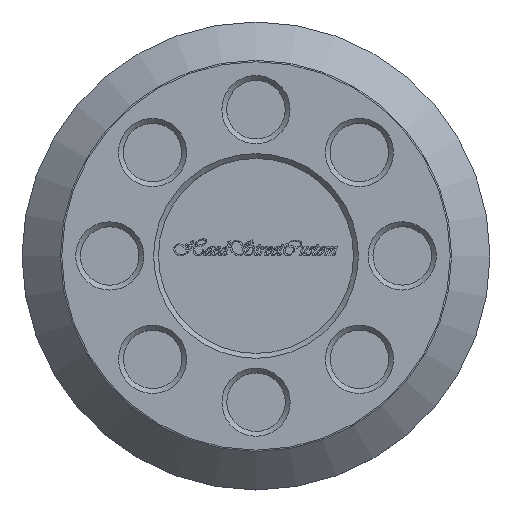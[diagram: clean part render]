
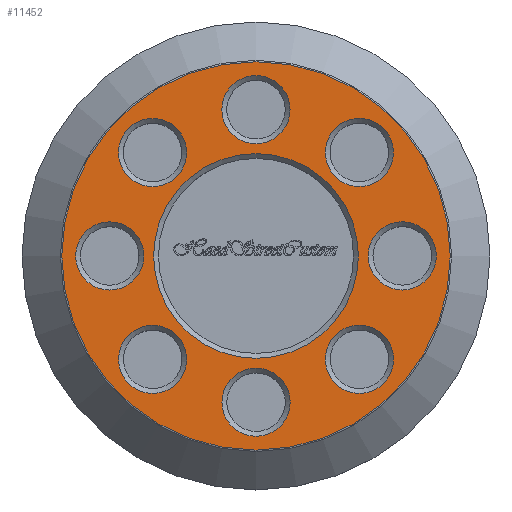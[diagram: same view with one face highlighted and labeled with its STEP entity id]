
A CAD part, top view. The second image highlights one B-rep face of the part: STEP entity #11452.
In plain terms, the highlighted planar face has unit normal (0, 0, 1).
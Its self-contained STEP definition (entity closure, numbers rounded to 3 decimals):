
#460=FACE_BOUND('',#1894,.T.);
#461=FACE_BOUND('',#1895,.T.);
#462=FACE_BOUND('',#1896,.T.);
#463=FACE_BOUND('',#1897,.T.);
#464=FACE_BOUND('',#1898,.T.);
#465=FACE_BOUND('',#1899,.T.);
#466=FACE_BOUND('',#1900,.T.);
#467=FACE_BOUND('',#1901,.T.);
#468=FACE_BOUND('',#1902,.T.);
#591=PLANE('',#11672);
#623=CIRCLE('',#11669,19.917);
#624=CIRCLE('',#11670,19.917);
#626=CIRCLE('',#11673,10.5);
#627=CIRCLE('',#11674,3.5);
#628=CIRCLE('',#11675,3.5);
#629=CIRCLE('',#11676,3.5);
#630=CIRCLE('',#11677,3.5);
#631=CIRCLE('',#11678,3.5);
#632=CIRCLE('',#11679,3.5);
#633=CIRCLE('',#11680,3.5);
#634=CIRCLE('',#11681,3.5);
#1256=FACE_OUTER_BOUND('',#1893,.T.);
#1893=EDGE_LOOP('',(#10673,#10674));
#1894=EDGE_LOOP('',(#10675));
#1895=EDGE_LOOP('',(#10676));
#1896=EDGE_LOOP('',(#10677));
#1897=EDGE_LOOP('',(#10678));
#1898=EDGE_LOOP('',(#10679));
#1899=EDGE_LOOP('',(#10680));
#1900=EDGE_LOOP('',(#10681));
#1901=EDGE_LOOP('',(#10682));
#1902=EDGE_LOOP('',(#10683));
#5524=VERTEX_POINT('',#27281);
#5525=VERTEX_POINT('',#27283);
#5526=VERTEX_POINT('',#27288);
#5527=VERTEX_POINT('',#27290);
#5528=VERTEX_POINT('',#27292);
#5529=VERTEX_POINT('',#27294);
#5530=VERTEX_POINT('',#27296);
#5531=VERTEX_POINT('',#27298);
#5532=VERTEX_POINT('',#27300);
#5533=VERTEX_POINT('',#27302);
#5534=VERTEX_POINT('',#27304);
#7252=EDGE_CURVE('',#5524,#5525,#623,.T.);
#7253=EDGE_CURVE('',#5525,#5524,#624,.T.);
#7255=EDGE_CURVE('',#5526,#5526,#626,.T.);
#7256=EDGE_CURVE('',#5527,#5527,#627,.T.);
#7257=EDGE_CURVE('',#5528,#5528,#628,.T.);
#7258=EDGE_CURVE('',#5529,#5529,#629,.T.);
#7259=EDGE_CURVE('',#5530,#5530,#630,.T.);
#7260=EDGE_CURVE('',#5531,#5531,#631,.T.);
#7261=EDGE_CURVE('',#5532,#5532,#632,.T.);
#7262=EDGE_CURVE('',#5533,#5533,#633,.T.);
#7263=EDGE_CURVE('',#5534,#5534,#634,.T.);
#10673=ORIENTED_EDGE('',*,*,#7253,.F.);
#10674=ORIENTED_EDGE('',*,*,#7252,.F.);
#10675=ORIENTED_EDGE('',*,*,#7255,.F.);
#10676=ORIENTED_EDGE('',*,*,#7256,.F.);
#10677=ORIENTED_EDGE('',*,*,#7257,.F.);
#10678=ORIENTED_EDGE('',*,*,#7258,.F.);
#10679=ORIENTED_EDGE('',*,*,#7259,.F.);
#10680=ORIENTED_EDGE('',*,*,#7260,.F.);
#10681=ORIENTED_EDGE('',*,*,#7261,.F.);
#10682=ORIENTED_EDGE('',*,*,#7262,.F.);
#10683=ORIENTED_EDGE('',*,*,#7263,.F.);
#11452=ADVANCED_FACE('',(#1256,#460,#461,#462,#463,#464,#465,#466,#467,
#468),#591,.T.);
#11669=AXIS2_PLACEMENT_3D('',#27284,#12853,#12854);
#11670=AXIS2_PLACEMENT_3D('',#27285,#12855,#12856);
#11672=AXIS2_PLACEMENT_3D('',#27287,#12859,#12860);
#11673=AXIS2_PLACEMENT_3D('',#27289,#12861,#12862);
#11674=AXIS2_PLACEMENT_3D('',#27291,#12863,#12864);
#11675=AXIS2_PLACEMENT_3D('',#27293,#12865,#12866);
#11676=AXIS2_PLACEMENT_3D('',#27295,#12867,#12868);
#11677=AXIS2_PLACEMENT_3D('',#27297,#12869,#12870);
#11678=AXIS2_PLACEMENT_3D('',#27299,#12871,#12872);
#11679=AXIS2_PLACEMENT_3D('',#27301,#12873,#12874);
#11680=AXIS2_PLACEMENT_3D('',#27303,#12875,#12876);
#11681=AXIS2_PLACEMENT_3D('',#27305,#12877,#12878);
#12853=DIRECTION('center_axis',(0.,0.,-1.));
#12854=DIRECTION('ref_axis',(1.,0.,0.));
#12855=DIRECTION('center_axis',(0.,0.,-1.));
#12856=DIRECTION('ref_axis',(1.,0.,0.));
#12859=DIRECTION('center_axis',(0.,0.,1.));
#12860=DIRECTION('ref_axis',(1.,0.,0.));
#12861=DIRECTION('center_axis',(0.,0.,1.));
#12862=DIRECTION('ref_axis',(-1.,0.,0.));
#12863=DIRECTION('center_axis',(0.,0.,1.));
#12864=DIRECTION('ref_axis',(-0.707,-0.707,0.));
#12865=DIRECTION('center_axis',(0.,0.,1.));
#12866=DIRECTION('ref_axis',(0.707,-0.707,0.));
#12867=DIRECTION('center_axis',(0.,0.,1.));
#12868=DIRECTION('ref_axis',(0.707,0.707,0.));
#12869=DIRECTION('center_axis',(0.,0.,1.));
#12870=DIRECTION('ref_axis',(-0.707,0.707,0.));
#12871=DIRECTION('center_axis',(0.,0.,1.));
#12872=DIRECTION('ref_axis',(0.,1.,0.));
#12873=DIRECTION('center_axis',(0.,0.,1.));
#12874=DIRECTION('ref_axis',(1.,0.,0.));
#12875=DIRECTION('center_axis',(0.,0.,1.));
#12876=DIRECTION('ref_axis',(0.,-1.,0.));
#12877=DIRECTION('center_axis',(0.,0.,1.));
#12878=DIRECTION('ref_axis',(-1.,0.,0.));
#27281=CARTESIAN_POINT('',(19.917,0.,5.5));
#27283=CARTESIAN_POINT('',(-19.917,0.,5.5));
#27284=CARTESIAN_POINT('Origin',(0.,0.,5.5));
#27285=CARTESIAN_POINT('Origin',(0.,0.,5.5));
#27287=CARTESIAN_POINT('Origin',(0.,0.,5.5));
#27288=CARTESIAN_POINT('',(10.5,0.,5.5));
#27289=CARTESIAN_POINT('Origin',(0.,0.,5.5));
#27290=CARTESIAN_POINT('',(-8.135,13.078,5.5));
#27291=CARTESIAN_POINT('Origin',(-10.61,10.604,5.5));
#27292=CARTESIAN_POINT('',(-13.078,-8.135,5.5));
#27293=CARTESIAN_POINT('Origin',(-10.604,-10.61,5.5));
#27294=CARTESIAN_POINT('',(8.135,-13.078,5.5));
#27295=CARTESIAN_POINT('Origin',(10.61,-10.604,5.5));
#27296=CARTESIAN_POINT('',(13.078,8.135,5.5));
#27297=CARTESIAN_POINT('Origin',(10.604,10.61,5.5));
#27298=CARTESIAN_POINT('',(15.,-3.496,5.5));
#27299=CARTESIAN_POINT('Origin',(15.,0.004,5.5));
#27300=CARTESIAN_POINT('',(-3.496,-15.,5.5));
#27301=CARTESIAN_POINT('Origin',(0.004,-15.,
5.5));
#27302=CARTESIAN_POINT('',(-15.,3.496,5.5));
#27303=CARTESIAN_POINT('Origin',(-15.,-0.004,
5.5));
#27304=CARTESIAN_POINT('',(3.496,15.,5.5));
#27305=CARTESIAN_POINT('Origin',(-0.004,15.,
5.5));
